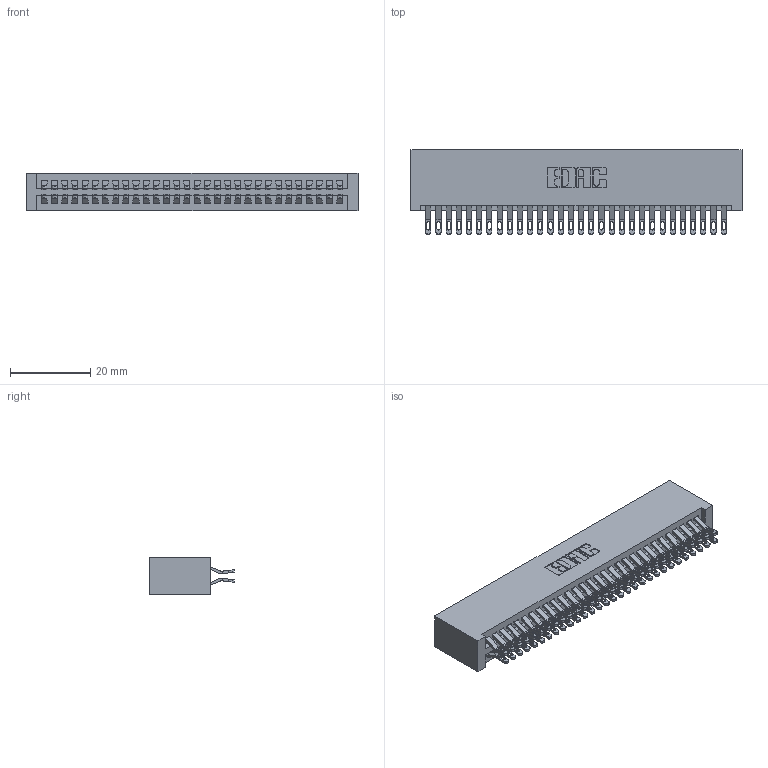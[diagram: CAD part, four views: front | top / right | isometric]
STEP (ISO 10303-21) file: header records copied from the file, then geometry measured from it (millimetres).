
FILE_DESCRIPTION (( 'STEP AP203' ), '1' );
FILE_NAME ('345-060-555-201.STEP', '2018-09-27T03:36:54', ( '' ), ( '' ), 'SwSTEP 2.0', 'SolidWorks 2016', '' );
FILE_SCHEMA (( 'CONFIG_CONTROL_DESIGN' ));
Length unit declared in the file: inch
Products named in the file (3): 345 Part_No Mounting Lugs; 345-292-001_555 Tail; 345-060-555-201
Assembly tree (61 placements, depth 2):
  345-060-555-201
    345 Part_No Mounting Lugs
    345-292-001_555 Tail  x60
Bounding box: 82.8 x 21.13 x 9.4 mm (x, y, z)
Volume: 8722.2 mm3; surface area: 13569.1 mm2
Topology: 61 solids, 61 shells, 3478 faces, 10937 edges, 7290 vertices
Faces by surface type: plane 1936, cylinder 1542
Entity records: 25203 total; most frequent: CARTESIAN_POINT 4270, ORIENTED_EDGE 4174, DIRECTION 3743, EDGE_CURVE 2087, VECTOR 1823, LINE 1823, VERTEX_POINT 1390, AXIS2_PLACEMENT_3D 960
